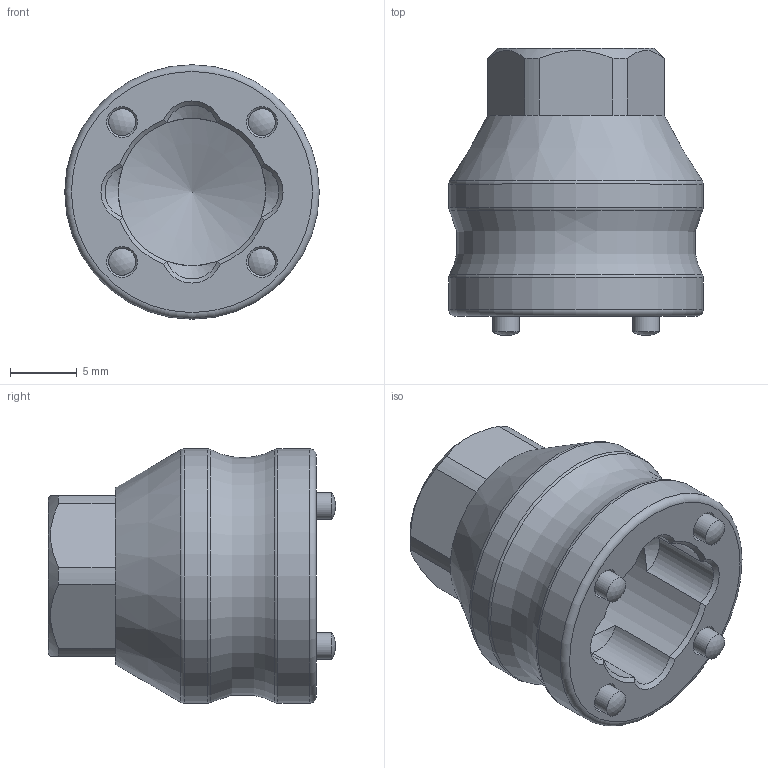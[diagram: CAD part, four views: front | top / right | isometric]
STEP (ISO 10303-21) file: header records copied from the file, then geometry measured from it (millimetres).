
FILE_DESCRIPTION (( 'STEP AP214' ), '1' );
FILE_NAME ('6214ZM-01.STEP', '2022-08-17T06:22:52', ( '' ), ( '' ), 'SwSTEP 2.0', 'SolidWorks 2019', '' );
FILE_SCHEMA (( 'AUTOMOTIVE_DESIGN' ));
Length unit declared in the file: millimetre
Products named in the file (3): 6214ZM-01-1; 6214ZM-01; Zylinderstift DIN 6325 ST 2 x 8
Assembly tree (5 placements, depth 2):
  6214ZM-01
    6214ZM-01-1
    Zylinderstift DIN 6325 ST 2 x 8  x4
Bounding box: 19 x 21.44 x 19 mm (x, y, z)
Volume: 2891.4 mm3; surface area: 2363.9 mm2
Topology: 5 solids, 5 shells, 321 faces, 856 edges, 558 vertices
Faces by surface type: bspline 146, plane 114, cone 27, cylinder 21, sphere 8, torus 5
Full cylindrical faces by diameter (mm): 2 x8, 11 x1, 19 x2
Entity records: 13202 total; most frequent: CARTESIAN_POINT 3794, ORIENTED_EDGE 1612, DIRECTION 901, EDGE_CURVE 806, VERTEX_POINT 539, LINE 433, VECTOR 433, EDGE_LOOP 347
